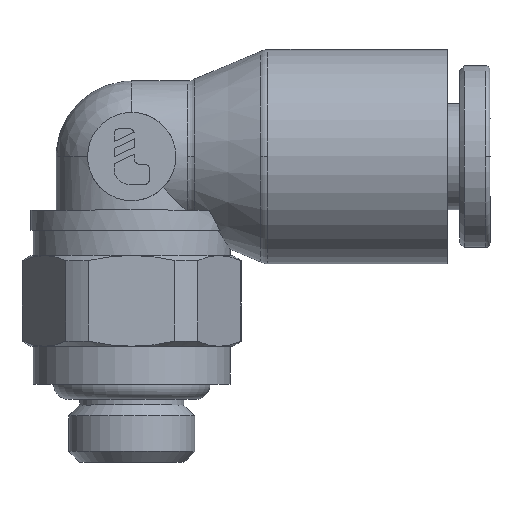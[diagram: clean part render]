
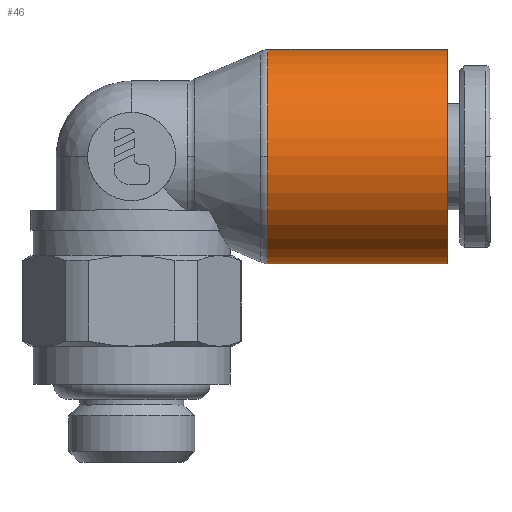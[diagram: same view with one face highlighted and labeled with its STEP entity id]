
A CAD part, top view. The second image highlights one B-rep face of the part: STEP entity #46.
In plain terms, the highlighted cylindrical face has radius 4.25 mm (diameter 8.5 mm), a partial arc.
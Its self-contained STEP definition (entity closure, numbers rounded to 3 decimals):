
#46=ADVANCED_FACE('',(#158),#159,.T.);
#158=FACE_OUTER_BOUND('',#391,.T.);
#159=CYLINDRICAL_SURFACE('',#392,4.25);
#391=EDGE_LOOP('',(#624,#625,#626,#627,#628));
#392=AXIS2_PLACEMENT_3D('',#629,#630,#631);
#624=ORIENTED_EDGE('',*,*,#1503,.F.);
#625=ORIENTED_EDGE('',*,*,#1504,.T.);
#626=ORIENTED_EDGE('',*,*,#1505,.T.);
#627=ORIENTED_EDGE('',*,*,#1506,.F.);
#628=ORIENTED_EDGE('',*,*,#1507,.F.);
#629=CARTESIAN_POINT('',(-3.55,0.0,0.0));
#630=DIRECTION('',(1.0,0.0,0.0));
#631=DIRECTION('',(0.0,1.0,0.0));
#1503=EDGE_CURVE('',#1776,#1777,#1778,.T.);
#1504=EDGE_CURVE('',#1776,#1779,#1780,.T.);
#1505=EDGE_CURVE('',#1779,#1781,#1782,.T.);
#1506=EDGE_CURVE('',#1783,#1781,#1784,.T.);
#1507=EDGE_CURVE('',#1777,#1783,#1785,.T.);
#1776=VERTEX_POINT('',#2222);
#1777=VERTEX_POINT('',#2223);
#1778=LINE('',#2224,#2225);
#1779=VERTEX_POINT('',#2226);
#1780=CIRCLE('',#2227,4.25);
#1781=VERTEX_POINT('',#2228);
#1782=CIRCLE('',#2229,4.25);
#1783=VERTEX_POINT('',#2230);
#1784=LINE('',#2231,#2232);
#1785=CIRCLE('',#2233,4.25);
#2222=CARTESIAN_POINT('',(-7.1,4.25,0.0));
#2223=CARTESIAN_POINT('',(0.,4.25,0.0));
#2224=CARTESIAN_POINT('',(-3.55,4.25,0.));
#2225=VECTOR('',#3324,1.0);
#2226=CARTESIAN_POINT('',(-7.1,0.,4.25));
#2227=AXIS2_PLACEMENT_3D('',#3325,#3326,#3327);
#2228=CARTESIAN_POINT('',(-7.1,-4.25,0.));
#2229=AXIS2_PLACEMENT_3D('',#3328,#3329,#3330);
#2230=CARTESIAN_POINT('',(0.,-4.25,0.));
#2231=CARTESIAN_POINT('',(-3.55,-4.25,0.));
#2232=VECTOR('',#3331,1.0);
#2233=AXIS2_PLACEMENT_3D('',#3332,#3333,#3334);
#3324=DIRECTION('',(1.0,0.0,0.0));
#3325=CARTESIAN_POINT('',(-7.1,0.0,0.0));
#3326=DIRECTION('',(1.0,0.0,0.0));
#3327=DIRECTION('',(0.0,1.0,0.0));
#3328=CARTESIAN_POINT('',(-7.1,0.0,0.0));
#3329=DIRECTION('',(1.0,0.0,0.0));
#3330=DIRECTION('',(0.0,1.0,0.0));
#3331=DIRECTION('',(-1.0,-0.0,-0.0));
#3332=CARTESIAN_POINT('',(0.,0.0,0.0));
#3333=DIRECTION('',(1.0,0.0,0.0));
#3334=DIRECTION('',(0.0,1.0,0.0));
